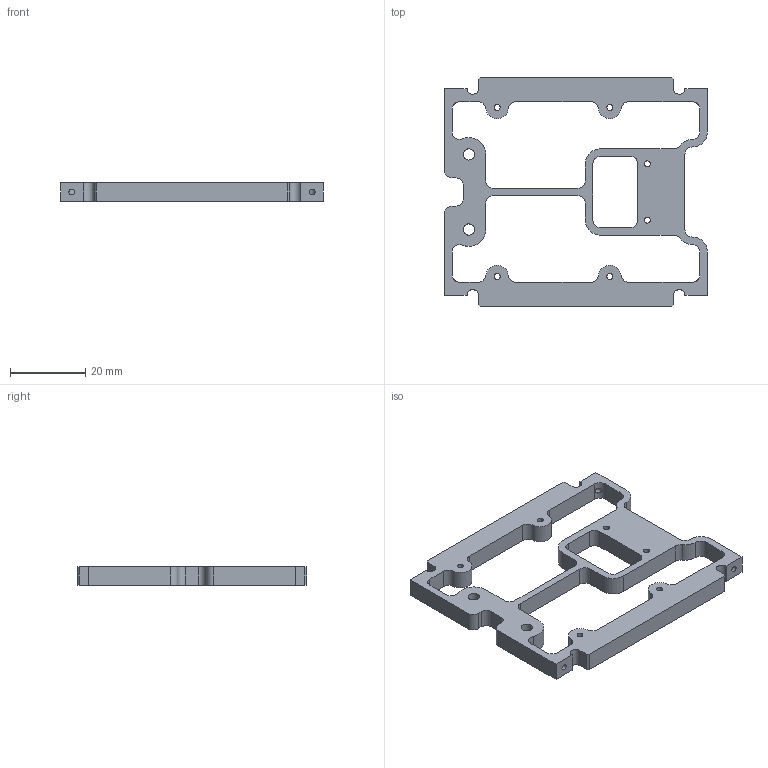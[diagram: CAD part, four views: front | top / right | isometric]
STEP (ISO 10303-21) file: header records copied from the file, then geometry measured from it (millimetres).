
FILE_DESCRIPTION(/* description */ (''),/* implementation_level */ '2;1');
FILE_NAME(/* name */ 'HeadCircuitMountFrame.stp',/* time_stamp */ '2024-04-29T15:42:44+09:00',/* author */ ('masato'),/* organization */ (''),/* preprocessor_version */ 'ST-DEVELOPER v20',/* originating_system */ 'Autodesk Inventor 2024',/* authorisation */ '');
FILE_SCHEMA (('AUTOMOTIVE_DESIGN { 1 0 10303 214 3 1 1 }'));
Length unit declared in the file: millimetre
Products named in the file (1): HeadCircuitMountFrame
Bounding box: 70 x 61 x 5 mm (x, y, z)
Volume: 8332.8 mm3; surface area: 7120.8 mm2
Topology: 1 solids, 1 shells, 106 faces, 316 edges, 212 vertices
Faces by surface type: cylinder 60, plane 46
Full cylindrical faces by diameter (mm): 1.567 x10, 3 x2
Entity records: 3847 total; most frequent: CARTESIAN_POINT 787, DIRECTION 638, ORIENTED_EDGE 632, EDGE_CURVE 316, AXIS2_PLACEMENT_3D 223, VERTEX_POINT 212, LINE 192, VECTOR 192
